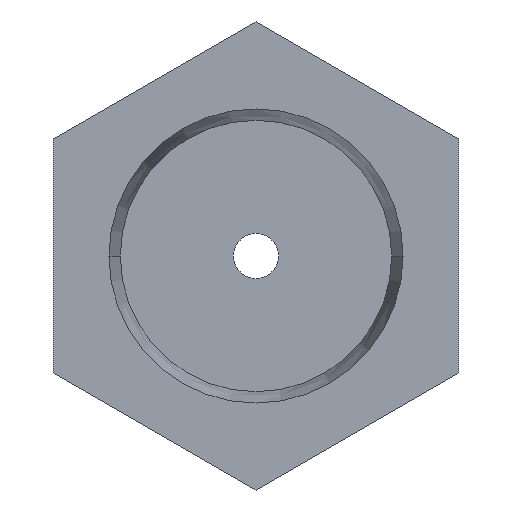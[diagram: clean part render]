
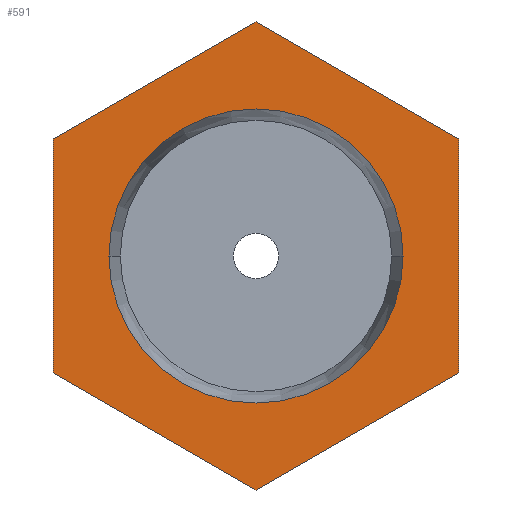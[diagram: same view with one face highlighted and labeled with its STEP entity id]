
A CAD part, front view. The second image highlights one B-rep face of the part: STEP entity #591.
In plain terms, the highlighted planar face has unit normal (0, -1, 0).
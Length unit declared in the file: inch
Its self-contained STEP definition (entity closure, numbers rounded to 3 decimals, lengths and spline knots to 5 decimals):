
#115=DIRECTION('',(0.,0.,1.));
#116=VECTOR('',#115,0.32332);
#117=CARTESIAN_POINT('',(-0.28,0.,-0.16166));
#118=LINE('',#117,#116);
#123=DIRECTION('',(0.866,0.,0.5));
#124=VECTOR('',#123,0.32332);
#125=CARTESIAN_POINT('',(-0.28,0.,0.16166));
#126=LINE('',#125,#124);
#130=DIRECTION('',(0.866,0.,-0.5));
#131=VECTOR('',#130,0.32332);
#132=CARTESIAN_POINT('',(0.,0.,0.32332));
#133=LINE('',#132,#131);
#137=DIRECTION('',(0.,0.,-1.));
#138=VECTOR('',#137,0.32332);
#139=CARTESIAN_POINT('',(0.28,0.,0.16166));
#140=LINE('',#139,#138);
#144=DIRECTION('',(-0.866,0.,-0.5));
#145=VECTOR('',#144,0.32332);
#146=CARTESIAN_POINT('',(0.28,0.,-0.16166));
#147=LINE('',#146,#145);
#151=DIRECTION('',(-0.866,0.,0.5));
#152=VECTOR('',#151,0.32332);
#153=CARTESIAN_POINT('',(0.,0.,-0.32332));
#154=LINE('',#153,#152);
#442=CARTESIAN_POINT('',(0.,0.,0.));
#443=DIRECTION('',(0.,1.,0.));
#444=DIRECTION('',(-1.,0.,0.));
#445=AXIS2_PLACEMENT_3D('',#442,#443,#444);
#472=CARTESIAN_POINT('',(0.,0.,0.));
#473=DIRECTION('',(0.,1.,0.));
#474=DIRECTION('',(1.,0.,0.));
#475=AXIS2_PLACEMENT_3D('',#472,#473,#474);
#502=CARTESIAN_POINT('',(-0.28,0.,-0.16166));
#503=CARTESIAN_POINT('',(-0.28,0.,0.16166));
#504=VERTEX_POINT('',#502);
#505=VERTEX_POINT('',#503);
#506=CARTESIAN_POINT('',(0.,0.,0.32332));
#507=VERTEX_POINT('',#506);
#508=CARTESIAN_POINT('',(0.28,0.,0.16166));
#509=VERTEX_POINT('',#508);
#510=CARTESIAN_POINT('',(0.28,0.,-0.16166));
#511=VERTEX_POINT('',#510);
#512=CARTESIAN_POINT('',(0.,0.,-0.32332));
#513=VERTEX_POINT('',#512);
#550=CARTESIAN_POINT('',(0.20323,0.,0.));
#551=CARTESIAN_POINT('',(-0.20323,0.,0.));
#552=VERTEX_POINT('',#550);
#553=VERTEX_POINT('',#551);
#566=CARTESIAN_POINT('',(0.,0.,0.));
#567=DIRECTION('',(0.,1.,0.));
#568=DIRECTION('',(0.,0.,1.));
#569=AXIS2_PLACEMENT_3D('',#566,#567,#568);
#570=PLANE('',#569);
#572=ORIENTED_EDGE('',*,*,#571,.T.);
#574=ORIENTED_EDGE('',*,*,#573,.T.);
#576=ORIENTED_EDGE('',*,*,#575,.T.);
#578=ORIENTED_EDGE('',*,*,#577,.T.);
#580=ORIENTED_EDGE('',*,*,#579,.T.);
#582=ORIENTED_EDGE('',*,*,#581,.T.);
#583=EDGE_LOOP('',(#572,#574,#576,#578,#580,#582));
#584=FACE_OUTER_BOUND('',#583,.F.);
#586=ORIENTED_EDGE('',*,*,#585,.F.);
#588=ORIENTED_EDGE('',*,*,#587,.F.);
#589=EDGE_LOOP('',(#586,#588));
#590=FACE_BOUND('',#589,.F.);
#591=ADVANCED_FACE('',(#584,#590),#570,.F.);
#446=CIRCLE('',#445,0.20323);
#476=CIRCLE('',#475,0.20323);
#571=EDGE_CURVE('',#504,#505,#118,.T.);
#573=EDGE_CURVE('',#505,#507,#126,.T.);
#575=EDGE_CURVE('',#507,#509,#133,.T.);
#577=EDGE_CURVE('',#509,#511,#140,.T.);
#579=EDGE_CURVE('',#511,#513,#147,.T.);
#581=EDGE_CURVE('',#513,#504,#154,.T.);
#585=EDGE_CURVE('',#553,#552,#446,.T.);
#587=EDGE_CURVE('',#552,#553,#476,.T.);
